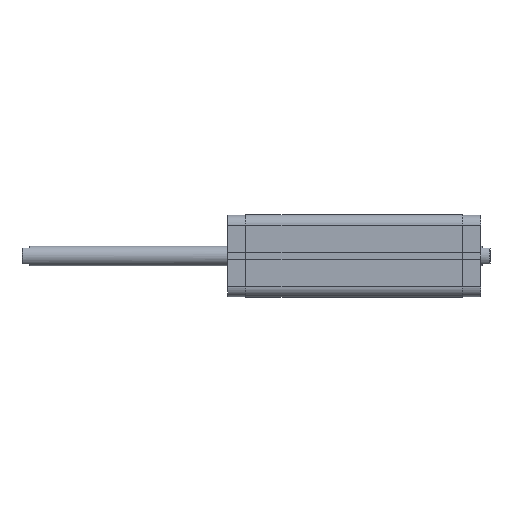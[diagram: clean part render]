
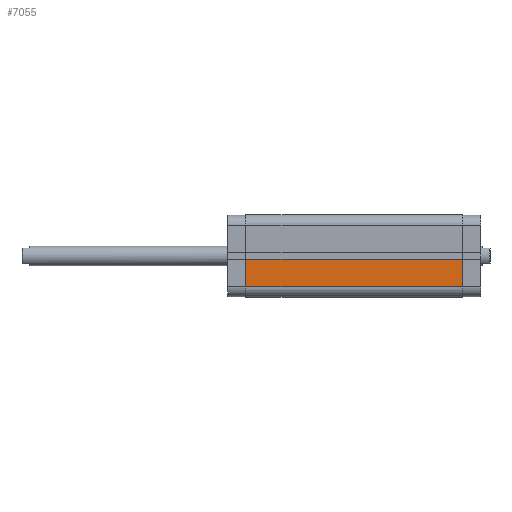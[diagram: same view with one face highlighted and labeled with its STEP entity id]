
A CAD part, front view. The second image highlights one B-rep face of the part: STEP entity #7055.
In plain terms, the highlighted planar face has unit normal (0, -1, 0).
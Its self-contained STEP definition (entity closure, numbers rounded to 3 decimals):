
#362 = EDGE_CURVE ( 'NONE', #3522, #3360, #2551, .T. ) ;
#365 = EDGE_CURVE ( 'NONE', #3351, #3522, #2557, .T. ) ;
#386 = EDGE_CURVE ( 'NONE', #3353, #3360, #2574, .T. ) ;
#391 = EDGE_CURVE ( 'NONE', #3351, #3353, #2600, .T. ) ;
#640 = EDGE_LOOP ( 'NONE', ( #2219, #2218, #2216, #2215 ) ) ;
#1456 = AXIS2_PLACEMENT_3D ( 'NONE', #6395, #6421, #6422 ) ;
#2215 = ORIENTED_EDGE ( 'NONE', *, *, #391, .T. ) ;
#2216 = ORIENTED_EDGE ( 'NONE', *, *, #365, .F. ) ;
#2218 = ORIENTED_EDGE ( 'NONE', *, *, #362, .F. ) ;
#2219 = ORIENTED_EDGE ( 'NONE', *, *, #386, .T. ) ;
#2544 = VECTOR ( 'NONE', #5466, 1000. ) ;
#2551 = LINE ( 'NONE', #5169, #2544 ) ;
#2557 = LINE ( 'NONE', #5069, #2558 ) ;
#2558 = VECTOR ( 'NONE', #4973, 1000. ) ;
#2574 = LINE ( 'NONE', #5206, #2592 ) ;
#2592 = VECTOR ( 'NONE', #5227, 1000. ) ;
#2600 = LINE ( 'NONE', #5249, #2601 ) ;
#2601 = VECTOR ( 'NONE', #5251, 1000. ) ;
#3351 = VERTEX_POINT ( 'NONE', #4555 ) ;
#3353 = VERTEX_POINT ( 'NONE', #4557 ) ;
#3360 = VERTEX_POINT ( 'NONE', #4564 ) ;
#3522 = VERTEX_POINT ( 'NONE', #4724 ) ;
#4555 = CARTESIAN_POINT ( 'NONE',  ( -25., -33.5, 176.5 ) ) ;
#4557 = CARTESIAN_POINT ( 'NONE',  ( -25., -33.5, 0. ) ) ;
#4564 = CARTESIAN_POINT ( 'NONE',  ( -2.6, -33.5, 0. ) ) ;
#4724 = CARTESIAN_POINT ( 'NONE',  ( -2.6, -33.5, 176.5 ) ) ;
#4973 = DIRECTION ( 'NONE',  ( 1., 0., 0. ) ) ;
#5069 = CARTESIAN_POINT ( 'NONE',  ( 0., -33.5, 176.5 ) ) ;
#5169 = CARTESIAN_POINT ( 'NONE',  ( -2.6, -33.5, 176.5 ) ) ;
#5206 = CARTESIAN_POINT ( 'NONE',  ( 0., -33.5, 0. ) ) ;
#5227 = DIRECTION ( 'NONE',  ( 1., 0., 0. ) ) ;
#5249 = CARTESIAN_POINT ( 'NONE',  ( -25., -33.5, 176.5 ) ) ;
#5251 = DIRECTION ( 'NONE',  ( 0., 0., -1. ) ) ;
#5466 = DIRECTION ( 'NONE',  ( 0., 0., -1. ) ) ;
#5642 = FACE_OUTER_BOUND ( 'NONE', #640, .T. ) ;
#6395 = CARTESIAN_POINT ( 'NONE',  ( 0., -33.5, 176.5 ) ) ;
#6407 = PLANE ( 'NONE',  #1456 ) ;
#6421 = DIRECTION ( 'NONE',  ( 0., 1., 0. ) ) ;
#6422 = DIRECTION ( 'NONE',  ( 0., 0., 1. ) ) ;
#7055 = ADVANCED_FACE ( 'NONE', ( #5642 ), #6407, .F. ) ;
